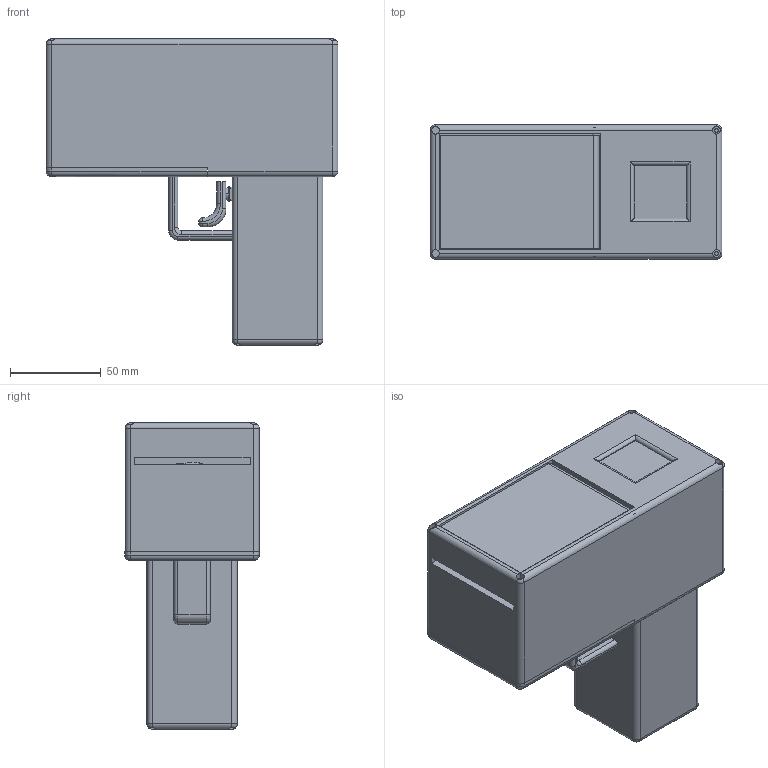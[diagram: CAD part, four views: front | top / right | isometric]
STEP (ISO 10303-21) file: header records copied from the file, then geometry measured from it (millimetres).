
FILE_DESCRIPTION(/* description */ ('STEP AP242','CAx-IF Rec.Pracs.---Representation and Presentation of Product Manufacturing Information (PMI)---4.0---2014-10-13','CAx-IF Rec.Pracs.---3D Tessellated Geometry---0.4---2014-09-14','2;1'),/* implementation_level */ '2;1');
FILE_NAME(/* name */ '688edd42c22e72051269969c',/* time_stamp */ '2025-08-03T03:53:41Z',/* author */ (''),/* organization */ (''),/* preprocessor_version */ 'ST-DEVELOPER v20',/* originating_system */ 'ONSHAPE BY PTC INC, 1.201',/* authorisation */ ' ');
FILE_SCHEMA (('AP242_MANAGED_MODEL_BASED_3D_ENGINEERING_MIM_LF { 1 0 10303 442 1 1 4 }'));
Length unit declared in the file: metre
Products named in the file (65): Assembly 1; body; Part1_without header pins; Part6; bottom2; Part10; Part4; Part3; Part9; bottom1; Part 1; MM18 medium torque 3V DC motor; Part5; Part2; flap; trigger; button; Part7; top; socket button; Part8
Assembly tree (64 placements, depth 2):
  Assembly 1
    body
    Part1_without header pins
    Part1_without header pins
    Part6
    bottom2
    Part1_without header pins
    Part1_without header pins
    Part10
    Part1_without header pins
    Part4
    Part3
    Part1_without header pins
    Part4
    Part1_without header pins
    Part9
    bottom1
    Part 1
    Part3
    Part10
    Part10
    Part10
    Part9
    Part1_without header pins
    MM18 medium torque 3V DC motor
    Part1_without header pins
    Part9
    Part4
    Part1_without header pins
    Part5
    Part1_without header pins
    Part2
    MM18 medium torque 3V DC motor
    Part5
    Part6
    flap
    Part6
    Part1_without header pins
    Part 1
    trigger
    button
    Part9
    Part9
    Part7
    Part1_without header pins
    Part10
    Part3
    Part10
    Part1_without header pins
    Part1_without header pins
    top
    Part1_without header pins
    Part9
    Part1_without header pins
    Part7
    Part1_without header pins
    Part7
    socket button
    Part8
    Part9
Bounding box: 161.05 x 74.09 x 169 mm (x, y, z)
Volume: 414340.4 mm3; surface area: 190878.3 mm2
Topology: 64 solids, 66 shells, 1550 faces, 3935 edges, 2563 vertices
Faces by surface type: plane 819, cylinder 513, bspline 132, torus 46, sphere 40
Full cylindrical faces by diameter (mm): 0.84 x12, 1.086 x8, 1.2 x1, 1.8 x6, 2.1 x10, 2.2 x12, 3 x10, 4.2 x10, 4.8 x1, 5.4 x1, 6.6 x1, 7.8 x1, 17.1 x1, 17.6 x1, 19.6 x1, 21.6 x3, 22.4 x1, 30.4 x1
Entity records: 49538 total; most frequent: CARTESIAN_POINT 10100, ORIENTED_EDGE 7588, DIRECTION 7577, EDGE_CURVE 3794, AXIS2_PLACEMENT_3D 2628, VERTEX_POINT 2551, LINE 2321, VECTOR 2321
